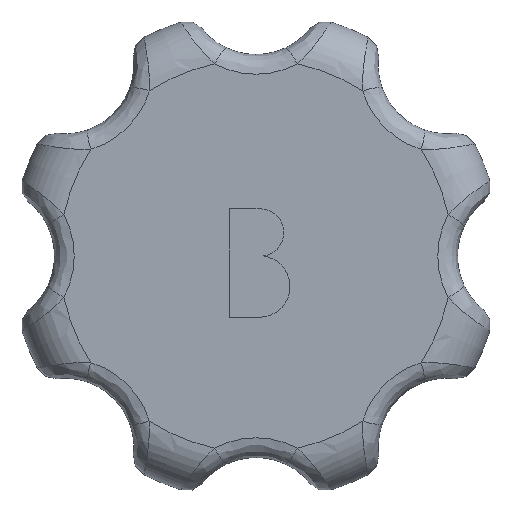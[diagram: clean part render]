
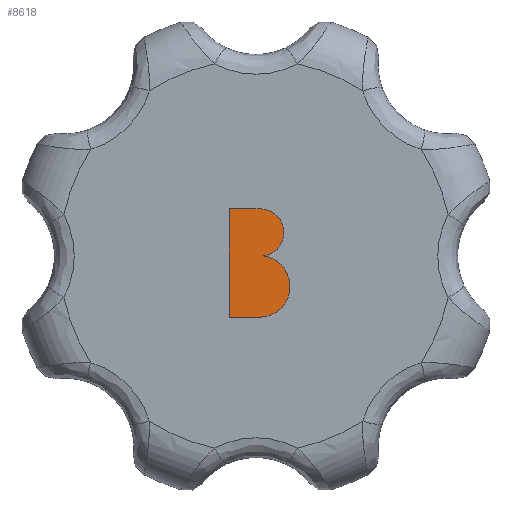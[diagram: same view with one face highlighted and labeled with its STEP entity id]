
A CAD part, front view. The second image highlights one B-rep face of the part: STEP entity #8618.
In plain terms, the highlighted planar face has unit normal (0, -1, 0).
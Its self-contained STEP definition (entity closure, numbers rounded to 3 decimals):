
#1245 = PLANE('',#1246);
#1246 = AXIS2_PLACEMENT_3D('',#1247,#1248,#1249);
#1247 = CARTESIAN_POINT('',(-2.733,0.,4.798));
#1248 = DIRECTION('',(-1.,0.,-0.));
#1249 = DIRECTION('',(0.,0.,-1.));
#1273 = PLANE('',#1274);
#1274 = AXIS2_PLACEMENT_3D('',#1275,#1276,#1277);
#1275 = CARTESIAN_POINT('',(-2.733,0.,4.798));
#1276 = DIRECTION('',(0.,0.,-1.));
#1277 = DIRECTION('',(1.,0.,0.));
#1306 = CYLINDRICAL_SURFACE('',#1307,2.409);
#1307 = AXIS2_PLACEMENT_3D('',#1308,#1309,#1310);
#1308 = CARTESIAN_POINT('',(0.418,0.,
    2.389));
#1309 = DIRECTION('',(0.,-1.,0.));
#1310 = DIRECTION('',(1.,0.,0.));
#1339 = CYLINDRICAL_SURFACE('',#1340,3.129);
#1340 = AXIS2_PLACEMENT_3D('',#1341,#1342,#1343);
#1341 = CARTESIAN_POINT('',(0.333,0.,
    -3.104));
#1342 = DIRECTION('',(0.,-1.,0.));
#1343 = DIRECTION('',(1.,0.,0.));
#1365 = PLANE('',#1366);
#1366 = AXIS2_PLACEMENT_3D('',#1367,#1368,#1369);
#1367 = CARTESIAN_POINT('',(-2.733,0.,
    -6.233));
#1368 = DIRECTION('',(0.,0.,-1.));
#1369 = DIRECTION('',(1.,0.,0.));
#5778 = VERTEX_POINT('',#5779);
#5779 = CARTESIAN_POINT('',(-2.733,2.,4.798));
#5800 = EDGE_CURVE('',#5778,#5801,#5803,.T.);
#5801 = VERTEX_POINT('',#5802);
#5802 = CARTESIAN_POINT('',(-2.733,2.,-6.233));
#5803 = SURFACE_CURVE('',#5804,(#5808,#5815),.PCURVE_S1.);
#5804 = LINE('',#5805,#5806);
#5805 = CARTESIAN_POINT('',(-2.733,2.,4.798));
#5806 = VECTOR('',#5807,1.);
#5807 = DIRECTION('',(0.,0.,-1.));
#5808 = PCURVE('',#1245,#5809);
#5809 = DEFINITIONAL_REPRESENTATION('',(#5810),#5814);
#5810 = LINE('',#5811,#5812);
#5811 = CARTESIAN_POINT('',(0.,-2.));
#5812 = VECTOR('',#5813,1.);
#5813 = DIRECTION('',(1.,0.));
#5814 = ( GEOMETRIC_REPRESENTATION_CONTEXT(2) 
PARAMETRIC_REPRESENTATION_CONTEXT() REPRESENTATION_CONTEXT('2D SPACE',''
  ) );
#5815 = PCURVE('',#5816,#5821);
#5816 = PLANE('',#5817);
#5817 = AXIS2_PLACEMENT_3D('',#5818,#5819,#5820);
#5818 = CARTESIAN_POINT('',(-0.13,2.,-0.715));
#5819 = DIRECTION('',(0.,1.,0.));
#5820 = DIRECTION('',(0.,0.,1.));
#5821 = DEFINITIONAL_REPRESENTATION('',(#5822),#5826);
#5822 = LINE('',#5823,#5824);
#5823 = CARTESIAN_POINT('',(5.513,-2.603));
#5824 = VECTOR('',#5825,1.);
#5825 = DIRECTION('',(-1.,0.));
#5826 = ( GEOMETRIC_REPRESENTATION_CONTEXT(2) 
PARAMETRIC_REPRESENTATION_CONTEXT() REPRESENTATION_CONTEXT('2D SPACE',''
  ) );
#5854 = EDGE_CURVE('',#5801,#5855,#5857,.T.);
#5855 = VERTEX_POINT('',#5856);
#5856 = CARTESIAN_POINT('',(0.333,2.,-6.233));
#5857 = SURFACE_CURVE('',#5858,(#5862,#5869),.PCURVE_S1.);
#5858 = LINE('',#5859,#5860);
#5859 = CARTESIAN_POINT('',(-2.733,2.,-6.233));
#5860 = VECTOR('',#5861,1.);
#5861 = DIRECTION('',(1.,0.,0.));
#5862 = PCURVE('',#1365,#5863);
#5863 = DEFINITIONAL_REPRESENTATION('',(#5864),#5868);
#5864 = LINE('',#5865,#5866);
#5865 = CARTESIAN_POINT('',(0.,-2.));
#5866 = VECTOR('',#5867,1.);
#5867 = DIRECTION('',(1.,0.));
#5868 = ( GEOMETRIC_REPRESENTATION_CONTEXT(2) 
PARAMETRIC_REPRESENTATION_CONTEXT() REPRESENTATION_CONTEXT('2D SPACE',''
  ) );
#5869 = PCURVE('',#5816,#5870);
#5870 = DEFINITIONAL_REPRESENTATION('',(#5871),#5875);
#5871 = LINE('',#5872,#5873);
#5872 = CARTESIAN_POINT('',(-5.518,-2.603));
#5873 = VECTOR('',#5874,1.);
#5874 = DIRECTION('',(0.,1.));
#5875 = ( GEOMETRIC_REPRESENTATION_CONTEXT(2) 
PARAMETRIC_REPRESENTATION_CONTEXT() REPRESENTATION_CONTEXT('2D SPACE',''
  ) );
#5903 = EDGE_CURVE('',#5855,#5904,#5906,.T.);
#5904 = VERTEX_POINT('',#5905);
#5905 = CARTESIAN_POINT('',(0.726,2.,0.));
#5906 = SURFACE_CURVE('',#5907,(#5912,#5919),.PCURVE_S1.);
#5907 = CIRCLE('',#5908,3.129);
#5908 = AXIS2_PLACEMENT_3D('',#5909,#5910,#5911);
#5909 = CARTESIAN_POINT('',(0.333,2.,-3.104));
#5910 = DIRECTION('',(0.,-1.,0.));
#5911 = DIRECTION('',(1.,0.,0.));
#5912 = PCURVE('',#1339,#5913);
#5913 = DEFINITIONAL_REPRESENTATION('',(#5914),#5918);
#5914 = LINE('',#5915,#5916);
#5915 = CARTESIAN_POINT('',(0.,-2.));
#5916 = VECTOR('',#5917,1.);
#5917 = DIRECTION('',(1.,0.));
#5918 = ( GEOMETRIC_REPRESENTATION_CONTEXT(2) 
PARAMETRIC_REPRESENTATION_CONTEXT() REPRESENTATION_CONTEXT('2D SPACE',''
  ) );
#5919 = PCURVE('',#5816,#5920);
#5920 = DEFINITIONAL_REPRESENTATION('',(#5921),#5929);
#5921 = ( BOUNDED_CURVE() B_SPLINE_CURVE(2,(#5922,#5923,#5924,#5925,
#5926,#5927,#5928),.UNSPECIFIED.,.T.,.F.) B_SPLINE_CURVE_WITH_KNOTS((1,2
    ,2,2,2,1),(-2.094,0.,2.094,4.189,
6.283,8.378),.UNSPECIFIED.) CURVE() 
GEOMETRIC_REPRESENTATION_ITEM() RATIONAL_B_SPLINE_CURVE((1.,0.5,1.,0.5,
1.,0.5,1.)) REPRESENTATION_ITEM('') );
#5922 = CARTESIAN_POINT('',(-2.389,3.593));
#5923 = CARTESIAN_POINT('',(3.031,3.593));
#5924 = CARTESIAN_POINT('',(0.321,-1.101));
#5925 = CARTESIAN_POINT('',(-2.389,-5.794));
#5926 = CARTESIAN_POINT('',(-5.098,-1.101));
#5927 = CARTESIAN_POINT('',(-7.808,3.593));
#5928 = CARTESIAN_POINT('',(-2.389,3.593));
#5929 = ( GEOMETRIC_REPRESENTATION_CONTEXT(2) 
PARAMETRIC_REPRESENTATION_CONTEXT() REPRESENTATION_CONTEXT('2D SPACE',''
  ) );
#5957 = EDGE_CURVE('',#5904,#5958,#5960,.T.);
#5958 = VERTEX_POINT('',#5959);
#5959 = CARTESIAN_POINT('',(0.418,2.,4.798));
#5960 = SURFACE_CURVE('',#5961,(#5966,#5973),.PCURVE_S1.);
#5961 = CIRCLE('',#5962,2.409);
#5962 = AXIS2_PLACEMENT_3D('',#5963,#5964,#5965);
#5963 = CARTESIAN_POINT('',(0.418,2.,2.389));
#5964 = DIRECTION('',(0.,-1.,0.));
#5965 = DIRECTION('',(1.,0.,0.));
#5966 = PCURVE('',#1306,#5967);
#5967 = DEFINITIONAL_REPRESENTATION('',(#5968),#5972);
#5968 = LINE('',#5969,#5970);
#5969 = CARTESIAN_POINT('',(0.,-2.));
#5970 = VECTOR('',#5971,1.);
#5971 = DIRECTION('',(1.,0.));
#5972 = ( GEOMETRIC_REPRESENTATION_CONTEXT(2) 
PARAMETRIC_REPRESENTATION_CONTEXT() REPRESENTATION_CONTEXT('2D SPACE',''
  ) );
#5973 = PCURVE('',#5816,#5974);
#5974 = DEFINITIONAL_REPRESENTATION('',(#5975),#5983);
#5975 = ( BOUNDED_CURVE() B_SPLINE_CURVE(2,(#5976,#5977,#5978,#5979,
#5980,#5981,#5982),.UNSPECIFIED.,.T.,.F.) B_SPLINE_CURVE_WITH_KNOTS((1,2
    ,2,2,2,1),(-2.094,0.,2.094,4.189,
6.283,8.378),.UNSPECIFIED.) CURVE() 
GEOMETRIC_REPRESENTATION_ITEM() RATIONAL_B_SPLINE_CURVE((1.,0.5,1.,0.5,
1.,0.5,1.)) REPRESENTATION_ITEM('') );
#5976 = CARTESIAN_POINT('',(3.104,2.957));
#5977 = CARTESIAN_POINT('',(7.277,2.957));
#5978 = CARTESIAN_POINT('',(5.191,-0.656));
#5979 = CARTESIAN_POINT('',(3.104,-4.27));
#5980 = CARTESIAN_POINT('',(1.018,-0.656));
#5981 = CARTESIAN_POINT('',(-1.068,2.957));
#5982 = CARTESIAN_POINT('',(3.104,2.957));
#5983 = ( GEOMETRIC_REPRESENTATION_CONTEXT(2) 
PARAMETRIC_REPRESENTATION_CONTEXT() REPRESENTATION_CONTEXT('2D SPACE',''
  ) );
#6011 = EDGE_CURVE('',#5778,#5958,#6012,.T.);
#6012 = SURFACE_CURVE('',#6013,(#6017,#6024),.PCURVE_S1.);
#6013 = LINE('',#6014,#6015);
#6014 = CARTESIAN_POINT('',(-2.733,2.,4.798));
#6015 = VECTOR('',#6016,1.);
#6016 = DIRECTION('',(1.,0.,0.));
#6017 = PCURVE('',#1273,#6018);
#6018 = DEFINITIONAL_REPRESENTATION('',(#6019),#6023);
#6019 = LINE('',#6020,#6021);
#6020 = CARTESIAN_POINT('',(0.,-2.));
#6021 = VECTOR('',#6022,1.);
#6022 = DIRECTION('',(1.,0.));
#6023 = ( GEOMETRIC_REPRESENTATION_CONTEXT(2) 
PARAMETRIC_REPRESENTATION_CONTEXT() REPRESENTATION_CONTEXT('2D SPACE',''
  ) );
#6024 = PCURVE('',#5816,#6025);
#6025 = DEFINITIONAL_REPRESENTATION('',(#6026),#6030);
#6026 = LINE('',#6027,#6028);
#6027 = CARTESIAN_POINT('',(5.513,-2.603));
#6028 = VECTOR('',#6029,1.);
#6029 = DIRECTION('',(0.,1.));
#6030 = ( GEOMETRIC_REPRESENTATION_CONTEXT(2) 
PARAMETRIC_REPRESENTATION_CONTEXT() REPRESENTATION_CONTEXT('2D SPACE',''
  ) );
#8618 = ADVANCED_FACE('',(#8619),#5816,.F.);
#8619 = FACE_BOUND('',#8620,.F.);
#8620 = EDGE_LOOP('',(#8621,#8622,#8623,#8624,#8625));
#8621 = ORIENTED_EDGE('',*,*,#6011,.T.);
#8622 = ORIENTED_EDGE('',*,*,#5957,.F.);
#8623 = ORIENTED_EDGE('',*,*,#5903,.F.);
#8624 = ORIENTED_EDGE('',*,*,#5854,.F.);
#8625 = ORIENTED_EDGE('',*,*,#5800,.F.);
